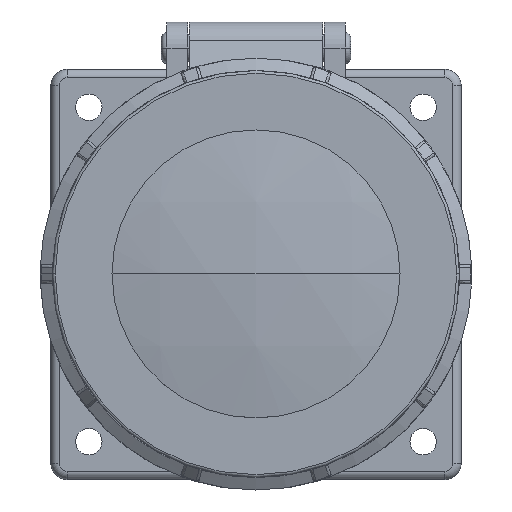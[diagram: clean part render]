
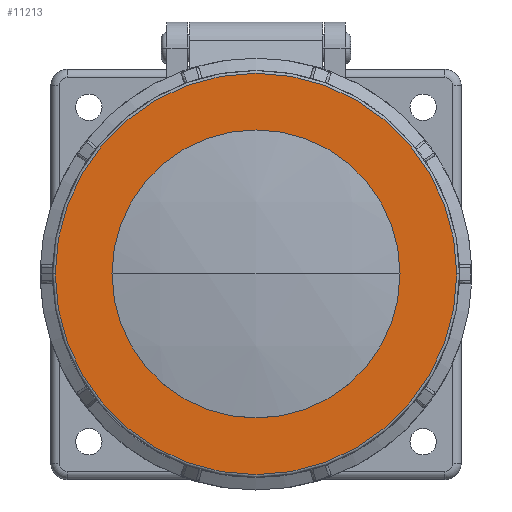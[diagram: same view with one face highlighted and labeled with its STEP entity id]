
A CAD part, top view. The second image highlights one B-rep face of the part: STEP entity #11213.
In plain terms, the highlighted planar face has unit normal (0, 0, 1).
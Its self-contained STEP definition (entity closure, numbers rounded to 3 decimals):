
#2 = FACE_OUTER_BOUND ( 'NONE', #3668, .T. ) ;
#891 = CIRCLE ( 'NONE', #12124, 26.15 ) ;
#922 = DIRECTION ( 'NONE',  ( 0., 0., 1. ) ) ;
#1171 = EDGE_LOOP ( 'NONE', ( #12574, #9490 ) ) ;
#1617 = CARTESIAN_POINT ( 'NONE',  ( -26.15, 0., 16.3 ) ) ;
#1737 = DIRECTION ( 'NONE',  ( 0., 0., 1. ) ) ;
#2999 = VERTEX_POINT ( 'NONE', #3108 ) ;
#3062 = CARTESIAN_POINT ( 'NONE',  ( 0., 0., 16.3 ) ) ;
#3108 = CARTESIAN_POINT ( 'NONE',  ( 26.15, 0., 16.3 ) ) ;
#3118 = AXIS2_PLACEMENT_3D ( 'NONE', #12027, #8731, #11974 ) ;
#3151 = DIRECTION ( 'NONE',  ( 0., 0., 1. ) ) ;
#3166 = CARTESIAN_POINT ( 'NONE',  ( -36.45, 0., 16.3 ) ) ;
#3501 = AXIS2_PLACEMENT_3D ( 'NONE', #13377, #4870, #9086 ) ;
#3668 = EDGE_LOOP ( 'NONE', ( #7709, #6732 ) ) ;
#3786 = EDGE_CURVE ( 'NONE', #13026, #5665, #7412, .T. ) ;
#3870 = CARTESIAN_POINT ( 'NONE',  ( 0., 0., 16.3 ) ) ;
#4132 = CARTESIAN_POINT ( 'NONE',  ( 0., 0., 16.3 ) ) ;
#4444 = EDGE_CURVE ( 'NONE', #7737, #2999, #12113, .T. ) ;
#4870 = DIRECTION ( 'NONE',  ( 0., 0., 1. ) ) ;
#5665 = VERTEX_POINT ( 'NONE', #3166 ) ;
#5800 = FACE_BOUND ( 'NONE', #1171, .T. ) ;
#6732 = ORIENTED_EDGE ( 'NONE', *, *, #7300, .T. ) ;
#7221 = CIRCLE ( 'NONE', #10918, 36.45 ) ;
#7300 = EDGE_CURVE ( 'NONE', #5665, #13026, #7221, .T. ) ;
#7412 = CIRCLE ( 'NONE', #3118, 36.45 ) ;
#7709 = ORIENTED_EDGE ( 'NONE', *, *, #3786, .T. ) ;
#7737 = VERTEX_POINT ( 'NONE', #1617 ) ;
#8731 = DIRECTION ( 'NONE',  ( 0., 0., 1. ) ) ;
#8897 = EDGE_CURVE ( 'NONE', #2999, #7737, #891, .T. ) ;
#9086 = DIRECTION ( 'NONE',  ( 1., 0., 0. ) ) ;
#9136 = DIRECTION ( 'NONE',  ( 1., 0., 0. ) ) ;
#9490 = ORIENTED_EDGE ( 'NONE', *, *, #8897, .F. ) ;
#9557 = PLANE ( 'NONE',  #9573 ) ;
#9573 = AXIS2_PLACEMENT_3D ( 'NONE', #4132, #922, #11618 ) ;
#10494 = DIRECTION ( 'NONE',  ( 1., 0., 0. ) ) ;
#10918 = AXIS2_PLACEMENT_3D ( 'NONE', #3870, #1737, #9136 ) ;
#11213 = ADVANCED_FACE ( 'NONE', ( #5800, #2 ), #9557, .T. ) ;
#11618 = DIRECTION ( 'NONE',  ( 1., 0., 0. ) ) ;
#11974 = DIRECTION ( 'NONE',  ( 1., 0., 0. ) ) ;
#12027 = CARTESIAN_POINT ( 'NONE',  ( 0., 0., 16.3 ) ) ;
#12113 = CIRCLE ( 'NONE', #3501, 26.15 ) ;
#12124 = AXIS2_PLACEMENT_3D ( 'NONE', #3062, #3151, #10494 ) ;
#12574 = ORIENTED_EDGE ( 'NONE', *, *, #4444, .F. ) ;
#13026 = VERTEX_POINT ( 'NONE', #13487 ) ;
#13377 = CARTESIAN_POINT ( 'NONE',  ( 0., 0., 16.3 ) ) ;
#13487 = CARTESIAN_POINT ( 'NONE',  ( 36.45, 0., 16.3 ) ) ;
